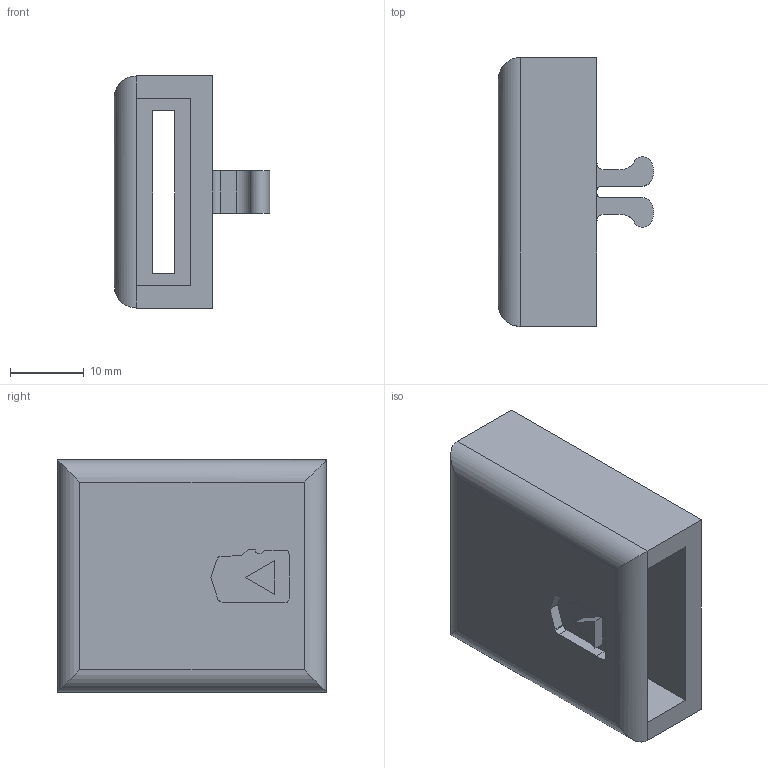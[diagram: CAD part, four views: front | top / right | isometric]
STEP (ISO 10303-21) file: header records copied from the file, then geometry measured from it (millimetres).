
FILE_DESCRIPTION(/* description */ (''),/* implementation_level */ '2;1');
FILE_NAME(/* name */ 'ender5-sd-card-adapter.step',/* time_stamp */ '2020-07-07T14:17:40-04:00',/* author */ (''),/* organization */ (''),/* preprocessor_version */ 'ST-DEVELOPER v18.1',/* originating_system */ 'Autodesk Translation Framework v9.3.0.1241',/* authorisation */ '');
FILE_SCHEMA (('AUTOMOTIVE_DESIGN { 1 0 10303 214 3 1 1 }'));
Length unit declared in the file: millimetre
Products named in the file (1): ender5-sd-card-adapter
Bounding box: 21.1 x 36.5 x 31.5 mm (x, y, z)
Volume: 8790.9 mm3; surface area: 6500.7 mm2
Topology: 1 solids, 1 shells, 60 faces, 156 edges, 102 vertices
Faces by surface type: plane 40, cylinder 10, bspline 10
Entity records: 1880 total; most frequent: CARTESIAN_POINT 449, ORIENTED_EDGE 312, DIRECTION 262, EDGE_CURVE 156, LINE 120, VECTOR 120, VERTEX_POINT 102, AXIS2_PLACEMENT_3D 71
